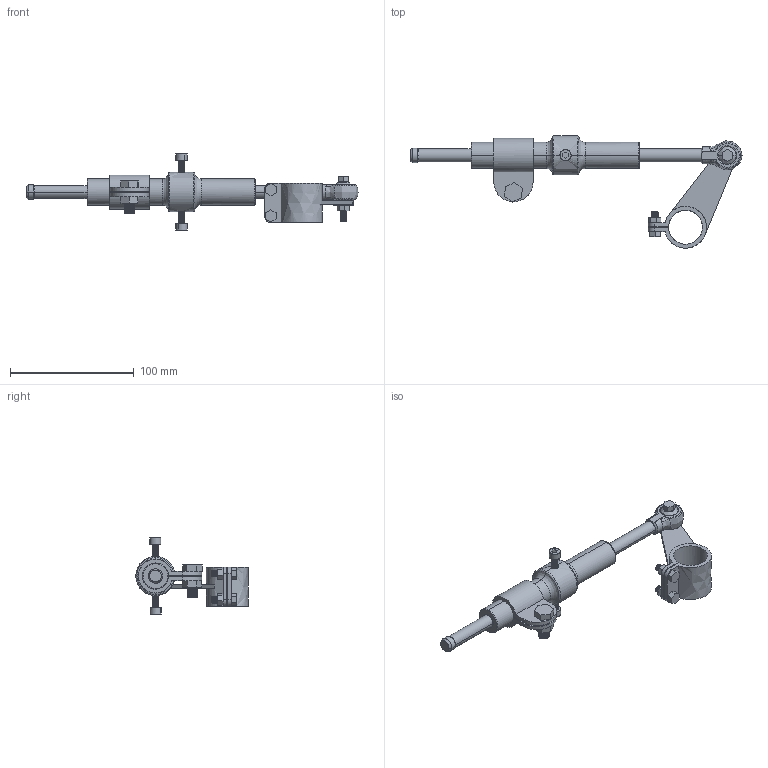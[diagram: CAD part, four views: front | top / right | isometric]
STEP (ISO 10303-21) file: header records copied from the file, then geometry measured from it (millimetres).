
FILE_DESCRIPTION(('FreeCAD Model'),'2;1');
FILE_NAME('Open CASCADE Shape Model','2025-05-09T18:01:59',('FreeCAD'),( 'FreeCAD'),'Open CASCADE STEP processor 7.6','FreeCAD','Unknown');
FILE_SCHEMA(('AUTOMOTIVE_DESIGN { 1 0 10303 214 1 1 1 1 }'));
Products named in the file (1): Open CASCADE STEP translator 7.6 1
Bounding box: 268.37 x 90.72 x 61.9 mm (x, y, z)
Volume: 106629.9 mm3; surface area: 57479.8 mm2
Topology: 17 solids, 17 shells, 989 faces, 2822 edges, 1859 vertices
Faces by surface type: bspline 989
Entity records: 89344 total; most frequent: CARTESIAN_POINT 73264, ORIENTED_EDGE 5616, EDGE_CURVE 2808, B_SPLINE_CURVE_WITH_KNOTS 2541, VERTEX_POINT 1859, FACE_BOUND 1027, EDGE_LOOP 1027, ADVANCED_FACE 989
